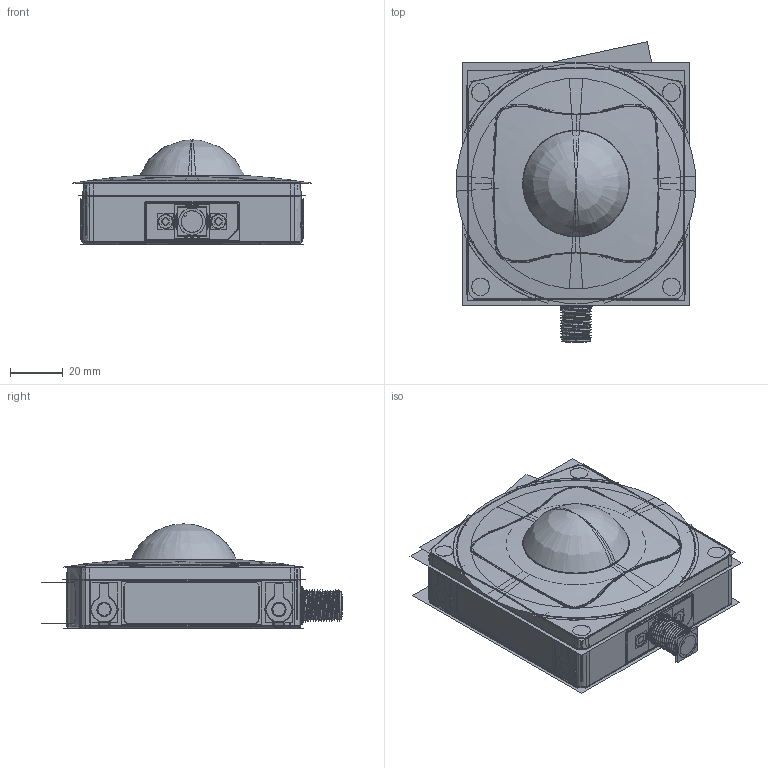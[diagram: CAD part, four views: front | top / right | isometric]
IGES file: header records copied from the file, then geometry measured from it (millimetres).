
Start section:  PTC IGES file: 238410_sm01.igs
Global section: file name: 238410_sm01.igs; native system: Creo Parametric by PTC Inc.; preprocessor: 2022414; author: banengservice; organization: Unknown; date: 20240604.100655; units: millimetre
Bounding box: 90.54 x 113.51 x 39.41 mm (x, y, z)
Volume: 185094.2 mm3; surface area: 132036.5 mm2
Topology: 1 solids, 2 shells, 1588 faces, 7982 edges, 10108 vertices
Faces by surface type: revolution 888, bspline 548, extrusion 152
